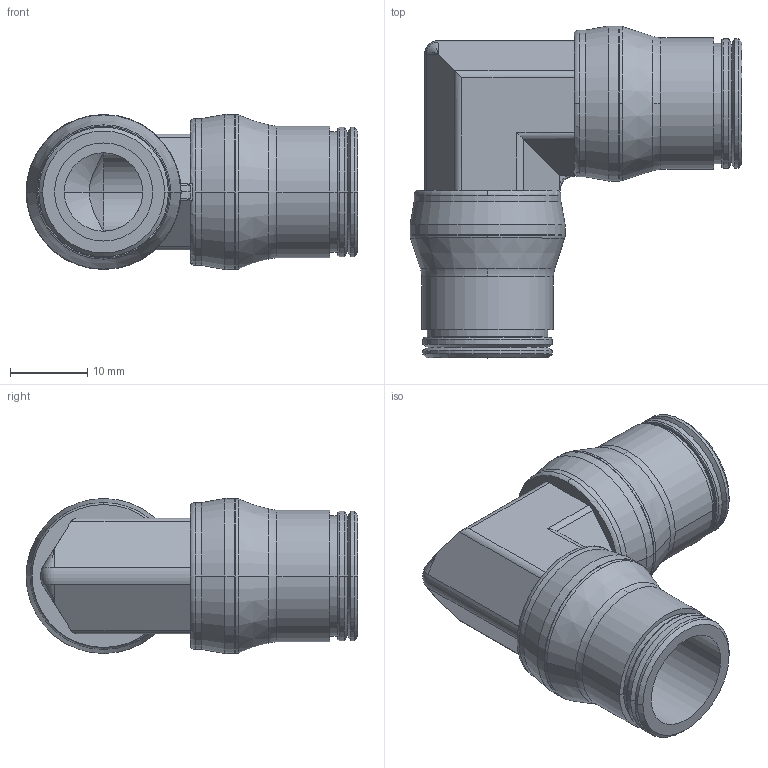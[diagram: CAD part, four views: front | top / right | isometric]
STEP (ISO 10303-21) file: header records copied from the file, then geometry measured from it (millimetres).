
FILE_DESCRIPTION(('STEP AP214'),'1');
FILE_NAME('3802_62_00.stp','2016-07-07T14:26:41',('TraceParts'),('TraceParts S.A.'),'Spatial InterOp 3D',' ',' ');
FILE_SCHEMA(('automotive_design'));
Length unit declared in the file: millimetre
Products named in the file (1): 1
Bounding box: 42.99 x 42.99 x 20.08 mm (x, y, z)
Volume: 7876.8 mm3; surface area: 6646.4 mm2
Topology: 1 solids, 1 shells, 125 faces, 299 edges, 178 vertices
Faces by surface type: cone 42, cylinder 40, plane 22, torus 21
Entity records: 3747 total; most frequent: CARTESIAN_POINT 731, DIRECTION 706, ORIENTED_EDGE 594, EDGE_CURVE 297, AXIS2_PLACEMENT_3D 293, VERTEX_POINT 178, CIRCLE 161, EDGE_LOOP 131
